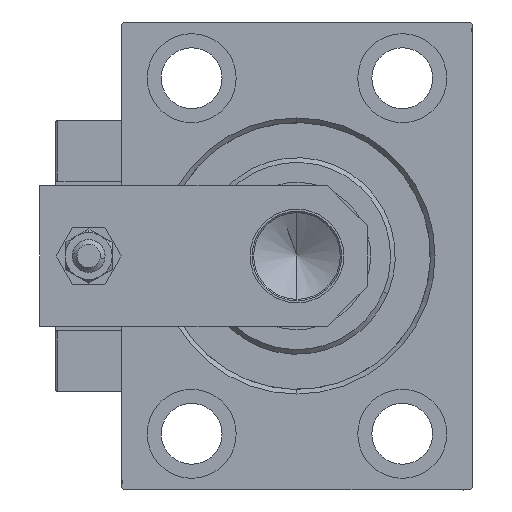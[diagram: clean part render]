
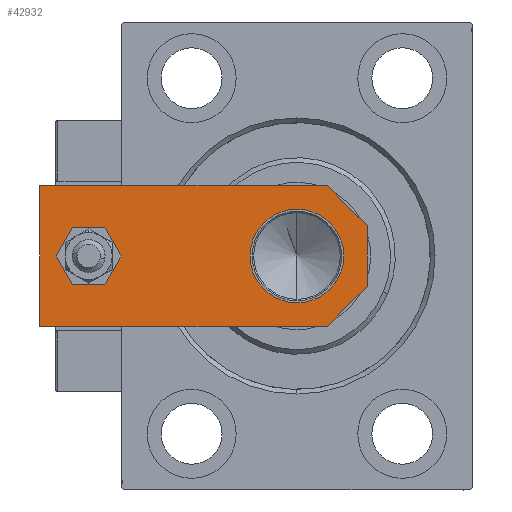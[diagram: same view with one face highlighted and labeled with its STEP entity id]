
A CAD part, left-side view. The second image highlights one B-rep face of the part: STEP entity #42932.
In plain terms, the highlighted face is planar.
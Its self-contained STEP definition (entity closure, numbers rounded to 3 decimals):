
#578 = FACE_BOUND ( 'NONE', #2928, .T. ) ;
#1598 = CIRCLE ( 'NONE', #43859, 10. ) ;
#1811 = LINE ( 'NONE', #33756, #24891 ) ;
#1873 = EDGE_LOOP ( 'NONE', ( #45861, #25605 ) ) ;
#1961 = LINE ( 'NONE', #29763, #9781 ) ;
#1974 = CARTESIAN_POINT ( 'NONE',  ( -4., 59.5, 8. ) ) ;
#2518 = CARTESIAN_POINT ( 'NONE',  ( 4., 59.5, 8. ) ) ;
#2534 = LINE ( 'NONE', #37851, #36540 ) ;
#2928 = EDGE_LOOP ( 'NONE', ( #17265, #12092 ) ) ;
#3577 = LINE ( 'NONE', #11873, #43886 ) ;
#4106 = VERTEX_POINT ( 'NONE', #28918 ) ;
#4730 = CARTESIAN_POINT ( 'NONE',  ( 0., 59.5, 8. ) ) ;
#5251 = VERTEX_POINT ( 'NONE', #1974 ) ;
#5402 = CARTESIAN_POINT ( 'NONE',  ( 0., 15., 8. ) ) ;
#6061 = ORIENTED_EDGE ( 'NONE', *, *, #9377, .T. ) ;
#6452 = AXIS2_PLACEMENT_3D ( 'NONE', #4730, #47578, #35387 ) ;
#6909 = EDGE_CURVE ( 'NONE', #38000, #33990, #3577, .T. ) ;
#9121 = LINE ( 'NONE', #28873, #28654 ) ;
#9377 = EDGE_CURVE ( 'NONE', #26575, #38523, #1961, .T. ) ;
#9781 = VECTOR ( 'NONE', #10033, 1000. ) ;
#9838 = CARTESIAN_POINT ( 'NONE',  ( -15., 70., 8. ) ) ;
#10033 = DIRECTION ( 'NONE',  ( 0.707, -0.707, 0. ) ) ;
#11734 = AXIS2_PLACEMENT_3D ( 'NONE', #31351, #36451, #48885 ) ;
#11873 = CARTESIAN_POINT ( 'NONE',  ( 15., 0., 8. ) ) ;
#12037 = DIRECTION ( 'NONE',  ( 0., 0., 1. ) ) ;
#12092 = ORIENTED_EDGE ( 'NONE', *, *, #48845, .F. ) ;
#12582 = EDGE_CURVE ( 'NONE', #19803, #37934, #1598, .T. ) ;
#12630 = LINE ( 'NONE', #28744, #22509 ) ;
#16451 = FACE_OUTER_BOUND ( 'NONE', #34858, .T. ) ;
#16712 = CARTESIAN_POINT ( 'NONE',  ( 0., 0., 8. ) ) ;
#17265 = ORIENTED_EDGE ( 'NONE', *, *, #38028, .F. ) ;
#18133 = DIRECTION ( 'NONE',  ( 0., -1., 0. ) ) ;
#19178 = DIRECTION ( 'NONE',  ( 0., 1., 0. ) ) ;
#19645 = EDGE_CURVE ( 'NONE', #51359, #26575, #2534, .T. ) ;
#19803 = VERTEX_POINT ( 'NONE', #20700 ) ;
#19824 = EDGE_CURVE ( 'NONE', #4106, #38000, #12630, .T. ) ;
#20700 = CARTESIAN_POINT ( 'NONE',  ( 10., 15., 8. ) ) ;
#21089 = DIRECTION ( 'NONE',  ( -1., 0., 0. ) ) ;
#21715 = EDGE_CURVE ( 'NONE', #37934, #19803, #34124, .T. ) ;
#21821 = CARTESIAN_POINT ( 'NONE',  ( -6.5, 0., 8. ) ) ;
#21958 = ORIENTED_EDGE ( 'NONE', *, *, #33734, .T. ) ;
#22509 = VECTOR ( 'NONE', #47918, 1000. ) ;
#23472 = ORIENTED_EDGE ( 'NONE', *, *, #19645, .T. ) ;
#24470 = ORIENTED_EDGE ( 'NONE', *, *, #46873, .T. ) ;
#24647 = DIRECTION ( 'NONE',  ( 0., 0., 1. ) ) ;
#24891 = VECTOR ( 'NONE', #26762, 1000. ) ;
#25605 = ORIENTED_EDGE ( 'NONE', *, *, #12582, .F. ) ;
#26101 = ORIENTED_EDGE ( 'NONE', *, *, #6909, .T. ) ;
#26575 = VERTEX_POINT ( 'NONE', #47258 ) ;
#26762 = DIRECTION ( 'NONE',  ( 1., 0., 0. ) ) ;
#27034 = CARTESIAN_POINT ( 'NONE',  ( 15., 70., 8. ) ) ;
#28654 = VECTOR ( 'NONE', #21089, 1000. ) ;
#28744 = CARTESIAN_POINT ( 'NONE',  ( 3.25, -3.25, 8. ) ) ;
#28873 = CARTESIAN_POINT ( 'NONE',  ( 15., 70., 8. ) ) ;
#28918 = CARTESIAN_POINT ( 'NONE',  ( 6.5, 0., 8. ) ) ;
#29763 = CARTESIAN_POINT ( 'NONE',  ( -3.25, -3.25, 8. ) ) ;
#31351 = CARTESIAN_POINT ( 'NONE',  ( 0., 15., 8. ) ) ;
#32180 = CIRCLE ( 'NONE', #6452, 4. ) ;
#32295 = FACE_BOUND ( 'NONE', #1873, .T. ) ;
#32799 = VERTEX_POINT ( 'NONE', #2518 ) ;
#33508 = DIRECTION ( 'NONE',  ( 0., 0., 1. ) ) ;
#33734 = EDGE_CURVE ( 'NONE', #33990, #51359, #9121, .T. ) ;
#33756 = CARTESIAN_POINT ( 'NONE',  ( -15., 0., 8. ) ) ;
#33836 = AXIS2_PLACEMENT_3D ( 'NONE', #16712, #12037, #51245 ) ;
#33990 = VERTEX_POINT ( 'NONE', #27034 ) ;
#34124 = CIRCLE ( 'NONE', #11734, 10. ) ;
#34632 = CARTESIAN_POINT ( 'NONE',  ( 15., 8.5, 8. ) ) ;
#34858 = EDGE_LOOP ( 'NONE', ( #23472, #6061, #24470, #39606, #26101, #21958 ) ) ;
#35387 = DIRECTION ( 'NONE',  ( 1., 0., 0. ) ) ;
#36451 = DIRECTION ( 'NONE',  ( 0., 0., 1. ) ) ;
#36540 = VECTOR ( 'NONE', #18133, 1000. ) ;
#36581 = CIRCLE ( 'NONE', #50662, 4. ) ;
#37851 = CARTESIAN_POINT ( 'NONE',  ( -15., 70., 8. ) ) ;
#37934 = VERTEX_POINT ( 'NONE', #42906 ) ;
#38000 = VERTEX_POINT ( 'NONE', #34632 ) ;
#38028 = EDGE_CURVE ( 'NONE', #5251, #32799, #32180, .T. ) ;
#38523 = VERTEX_POINT ( 'NONE', #21821 ) ;
#39606 = ORIENTED_EDGE ( 'NONE', *, *, #19824, .T. ) ;
#42906 = CARTESIAN_POINT ( 'NONE',  ( -10., 15., 8. ) ) ;
#42932 = ADVANCED_FACE ( 'NONE', ( #578, #16451, #32295 ), #47599, .T. ) ;
#43859 = AXIS2_PLACEMENT_3D ( 'NONE', #5402, #24647, #48238 ) ;
#43886 = VECTOR ( 'NONE', #19178, 1000. ) ;
#45180 = DIRECTION ( 'NONE',  ( 1., 0., 0. ) ) ;
#45861 = ORIENTED_EDGE ( 'NONE', *, *, #21715, .F. ) ;
#46873 = EDGE_CURVE ( 'NONE', #38523, #4106, #1811, .T. ) ;
#47258 = CARTESIAN_POINT ( 'NONE',  ( -15., 8.5, 8. ) ) ;
#47578 = DIRECTION ( 'NONE',  ( 0., 0., 1. ) ) ;
#47599 = PLANE ( 'NONE',  #33836 ) ;
#47918 = DIRECTION ( 'NONE',  ( 0.707, 0.707, 0. ) ) ;
#48238 = DIRECTION ( 'NONE',  ( 1., 0., 0. ) ) ;
#48845 = EDGE_CURVE ( 'NONE', #32799, #5251, #36581, .T. ) ;
#48885 = DIRECTION ( 'NONE',  ( 1., 0., 0. ) ) ;
#49594 = CARTESIAN_POINT ( 'NONE',  ( 0., 59.5, 8. ) ) ;
#50662 = AXIS2_PLACEMENT_3D ( 'NONE', #49594, #33508, #45180 ) ;
#51245 = DIRECTION ( 'NONE',  ( 1., 0., 0. ) ) ;
#51359 = VERTEX_POINT ( 'NONE', #9838 ) ;
